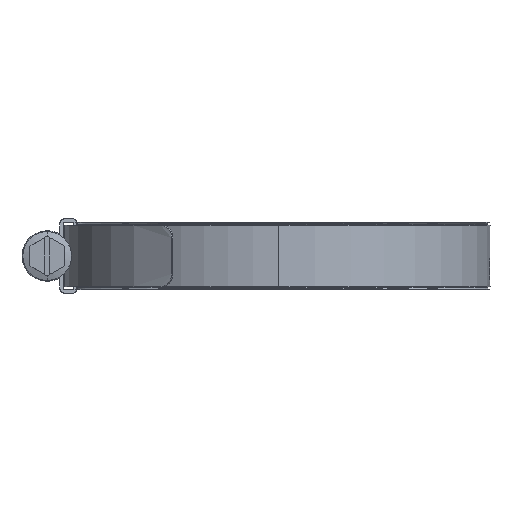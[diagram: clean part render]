
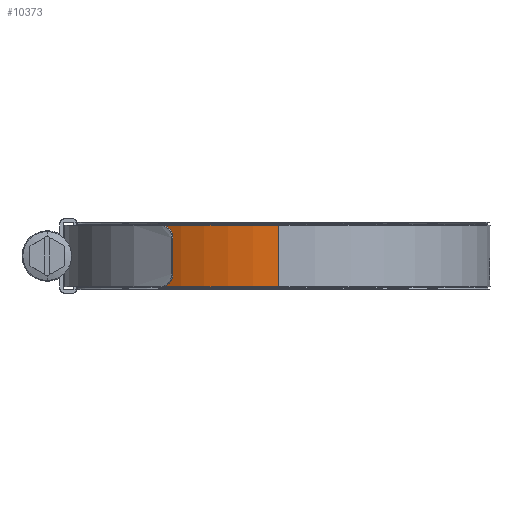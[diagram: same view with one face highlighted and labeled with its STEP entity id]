
A CAD part, left-side view. The second image highlights one B-rep face of the part: STEP entity #10373.
In plain terms, the highlighted cylindrical face has radius 49.1 mm (diameter 98.2 mm), a partial arc.
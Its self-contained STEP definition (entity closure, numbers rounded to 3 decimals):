
#156 = DIRECTION ( 'NONE',  ( 0., 0., -1. ) ) ;
#360 = LINE ( 'NONE', #6425, #9378 ) ;
#555 = CIRCLE ( 'NONE', #3219, 49.1 ) ;
#741 = CARTESIAN_POINT ( 'NONE',  ( 0., 49.1, -7.135 ) ) ;
#988 = DIRECTION ( 'NONE',  ( 0., 0., 1. ) ) ;
#2313 = EDGE_CURVE ( 'NONE', #3250, #7033, #360, .T. ) ;
#2398 = DIRECTION ( 'NONE',  ( 0., 0., -1. ) ) ;
#2643 = FACE_OUTER_BOUND ( 'NONE', #10399, .T. ) ;
#2715 = VECTOR ( 'NONE', #2398, 1000. ) ;
#3219 = AXIS2_PLACEMENT_3D ( 'NONE', #11489, #988, #12690 ) ;
#3250 = VERTEX_POINT ( 'NONE', #10450 ) ;
#3457 = EDGE_CURVE ( 'NONE', #8832, #5428, #10006, .T. ) ;
#4317 = AXIS2_PLACEMENT_3D ( 'NONE', #11733, #7427, #9535 ) ;
#5428 = VERTEX_POINT ( 'NONE', #741 ) ;
#6344 = EDGE_CURVE ( 'NONE', #8832, #3250, #555, .T. ) ;
#6425 = CARTESIAN_POINT ( 'NONE',  ( -49.1, 0., 7.135 ) ) ;
#6886 = CARTESIAN_POINT ( 'NONE',  ( 0., 0., 7.135 ) ) ;
#7033 = VERTEX_POINT ( 'NONE', #11275 ) ;
#7427 = DIRECTION ( 'NONE',  ( 0., 0., 1. ) ) ;
#7908 = CARTESIAN_POINT ( 'NONE',  ( 0., 49.1, 7.135 ) ) ;
#7934 = DIRECTION ( 'NONE',  ( -1., 0., 0. ) ) ;
#8832 = VERTEX_POINT ( 'NONE', #7908 ) ;
#9378 = VECTOR ( 'NONE', #156, 1000. ) ;
#9535 = DIRECTION ( 'NONE',  ( 1., 0., 0. ) ) ;
#10006 = LINE ( 'NONE', #11041, #2715 ) ;
#10033 = CYLINDRICAL_SURFACE ( 'NONE', #13461, 49.1 ) ;
#10184 = ORIENTED_EDGE ( 'NONE', *, *, #3457, .T. ) ;
#10246 = ORIENTED_EDGE ( 'NONE', *, *, #6344, .F. ) ;
#10373 = ADVANCED_FACE ( 'NONE', ( #2643 ), #10033, .T. ) ;
#10399 = EDGE_LOOP ( 'NONE', ( #13337, #10246, #10184, #11650 ) ) ;
#10450 = CARTESIAN_POINT ( 'NONE',  ( -49.1, 0., 7.135 ) ) ;
#11041 = CARTESIAN_POINT ( 'NONE',  ( 0., 49.1, 7.135 ) ) ;
#11275 = CARTESIAN_POINT ( 'NONE',  ( -49.1, 0., -7.135 ) ) ;
#11489 = CARTESIAN_POINT ( 'NONE',  ( 0., 0., 7.135 ) ) ;
#11650 = ORIENTED_EDGE ( 'NONE', *, *, #11996, .T. ) ;
#11733 = CARTESIAN_POINT ( 'NONE',  ( 0., 0., -7.135 ) ) ;
#11996 = EDGE_CURVE ( 'NONE', #5428, #7033, #12339, .T. ) ;
#12339 = CIRCLE ( 'NONE', #4317, 49.1 ) ;
#12690 = DIRECTION ( 'NONE',  ( 1., 0., 0. ) ) ;
#13170 = DIRECTION ( 'NONE',  ( 0., 0., -1. ) ) ;
#13337 = ORIENTED_EDGE ( 'NONE', *, *, #2313, .F. ) ;
#13461 = AXIS2_PLACEMENT_3D ( 'NONE', #6886, #13170, #7934 ) ;
